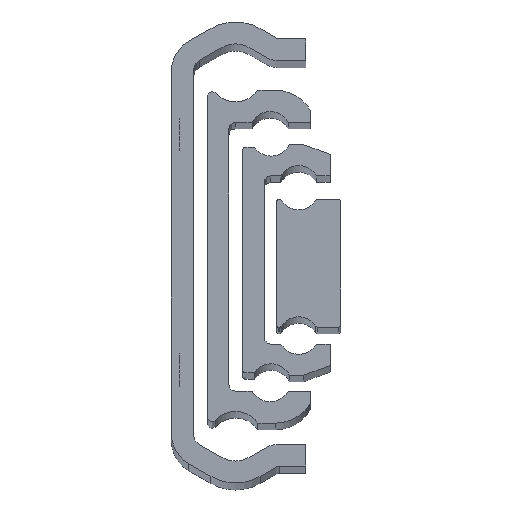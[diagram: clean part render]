
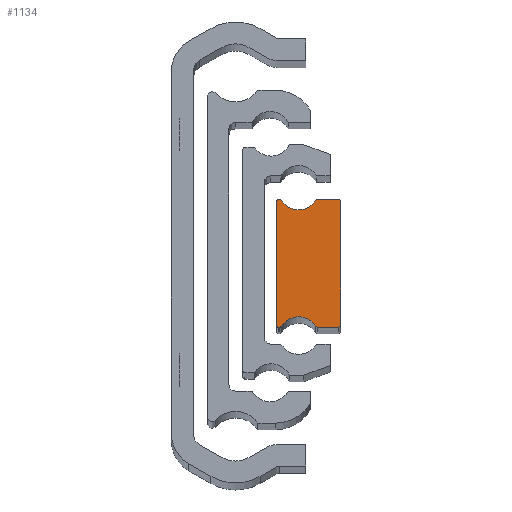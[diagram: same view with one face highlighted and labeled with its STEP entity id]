
A CAD part, top view. The second image highlights one B-rep face of the part: STEP entity #1134.
In plain terms, the highlighted planar face has unit normal (0, 0, 1).
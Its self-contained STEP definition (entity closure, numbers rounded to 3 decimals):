
#12 = EDGE_CURVE ( 'NONE', #256, #381, #949, .T. ) ;
#39 = CARTESIAN_POINT ( 'NONE',  ( 19.75, -9.2, 551.5 ) ) ;
#44 = VERTEX_POINT ( 'NONE', #488 ) ;
#52 = VERTEX_POINT ( 'NONE', #468 ) ;
#55 = VERTEX_POINT ( 'NONE', #478 ) ;
#125 = CARTESIAN_POINT ( 'NONE',  ( 16.32, 9.5, 551.5 ) ) ;
#135 = CARTESIAN_POINT ( 'NONE',  ( 10.25, -9.3, 551.5 ) ) ;
#157 = VERTEX_POINT ( 'NONE', #450 ) ;
#159 = VERTEX_POINT ( 'NONE', #459 ) ;
#196 = DIRECTION ( 'NONE',  ( 0., 0., 1. ) ) ;
#227 = VERTEX_POINT ( 'NONE', #360 ) ;
#253 = VERTEX_POINT ( 'NONE', #357 ) ;
#256 = VERTEX_POINT ( 'NONE', #596 ) ;
#263 = CARTESIAN_POINT ( 'NONE',  ( 10.45, 9.5, 551.5 ) ) ;
#278 = CARTESIAN_POINT ( 'NONE',  ( 10.933, -9.361, 551.5 ) ) ;
#290 = CARTESIAN_POINT ( 'NONE',  ( 16.32, -9.5, 551.5 ) ) ;
#295 = CARTESIAN_POINT ( 'NONE',  ( 10.68, -9.5, 551.5 ) ) ;
#303 = DIRECTION ( 'NONE',  ( 1., 0., 0. ) ) ;
#315 = CARTESIAN_POINT ( 'NONE',  ( 19.45, 9.5, 551.5 ) ) ;
#328 = VERTEX_POINT ( 'NONE', #278 ) ;
#330 = VERTEX_POINT ( 'NONE', #315 ) ;
#357 = CARTESIAN_POINT ( 'NONE',  ( 10.45, -9.5, 551.5 ) ) ;
#360 = CARTESIAN_POINT ( 'NONE',  ( 19.45, -9.5, 551.5 ) ) ;
#376 = VERTEX_POINT ( 'NONE', #263 ) ;
#379 = VERTEX_POINT ( 'NONE', #295 ) ;
#381 = VERTEX_POINT ( 'NONE', #290 ) ;
#403 = VERTEX_POINT ( 'NONE', #135 ) ;
#409 = VERTEX_POINT ( 'NONE', #125 ) ;
#450 = CARTESIAN_POINT ( 'NONE',  ( 10.933, 9.361, 551.5 ) ) ;
#459 = CARTESIAN_POINT ( 'NONE',  ( 19.75, 9.2, 551.5 ) ) ;
#468 = CARTESIAN_POINT ( 'NONE',  ( 10.68, 9.5, 551.5 ) ) ;
#478 = CARTESIAN_POINT ( 'NONE',  ( 10.25, 9.3, 551.5 ) ) ;
#488 = CARTESIAN_POINT ( 'NONE',  ( 16.067, 9.361, 551.5 ) ) ;
#514 = VERTEX_POINT ( 'NONE', #39 ) ;
#577 = CARTESIAN_POINT ( 'NONE',  ( 16.32, -9.2, 551.5 ) ) ;
#596 = CARTESIAN_POINT ( 'NONE',  ( 16.067, -9.361, 551.5 ) ) ;
#797 = ORIENTED_EDGE ( 'NONE', *, *, #1868, .T. ) ;
#798 = ORIENTED_EDGE ( 'NONE', *, *, #1883, .T. ) ;
#826 = ORIENTED_EDGE ( 'NONE', *, *, #1980, .T. ) ;
#855 = ORIENTED_EDGE ( 'NONE', *, *, #12, .T. ) ;
#863 = ORIENTED_EDGE ( 'NONE', *, *, #1889, .T. ) ;
#872 = ORIENTED_EDGE ( 'NONE', *, *, #1884, .T. ) ;
#875 = ORIENTED_EDGE ( 'NONE', *, *, #1881, .T. ) ;
#878 = ORIENTED_EDGE ( 'NONE', *, *, #1875, .T. ) ;
#883 = ORIENTED_EDGE ( 'NONE', *, *, #1879, .T. ) ;
#886 = ORIENTED_EDGE ( 'NONE', *, *, #1974, .T. ) ;
#889 = ORIENTED_EDGE ( 'NONE', *, *, #1413, .T. ) ;
#892 = ORIENTED_EDGE ( 'NONE', *, *, #1882, .T. ) ;
#895 = ORIENTED_EDGE ( 'NONE', *, *, #1835, .T. ) ;
#913 = ORIENTED_EDGE ( 'NONE', *, *, #1854, .T. ) ;
#918 = ORIENTED_EDGE ( 'NONE', *, *, #1977, .T. ) ;
#949 = CIRCLE ( 'NONE', #1984, 0.3 ) ;
#1005 = DIRECTION ( 'NONE',  ( 0., 0., 1. ) ) ;
#1006 = DIRECTION ( 'NONE',  ( 1., 0., 0. ) ) ;
#1007 = DIRECTION ( 'NONE',  ( 1., 0., 0. ) ) ;
#1013 = CARTESIAN_POINT ( 'NONE',  ( 19.45, -9.2, 551.5 ) ) ;
#1014 = PLANE ( 'NONE',  #1515 ) ;
#1021 = CARTESIAN_POINT ( 'NONE',  ( 19.45, 9.2, 551.5 ) ) ;
#1023 = DIRECTION ( 'NONE',  ( 0., 0., 1. ) ) ;
#1134 = ADVANCED_FACE ( 'NONE', ( #2854 ), #1014, .T. ) ;
#1383 = EDGE_LOOP ( 'NONE', ( #2690, #797, #798, #875, #872, #883, #878, #895, #892, #886, #826, #918, #855, #863, #889, #913 ) ) ;
#1413 = EDGE_CURVE ( 'NONE', #227, #514, #2859, .T. ) ;
#1515 = AXIS2_PLACEMENT_3D ( 'NONE', #1021, #1023, #1007 ) ;
#1563 = AXIS2_PLACEMENT_3D ( 'NONE', #2268, #2270, #2271 ) ;
#1586 = AXIS2_PLACEMENT_3D ( 'NONE', #2388, #2390, #2391 ) ;
#1590 = AXIS2_PLACEMENT_3D ( 'NONE', #2386, #2406, #2407 ) ;
#1591 = AXIS2_PLACEMENT_3D ( 'NONE', #2402, #2409, #2410 ) ;
#1592 = AXIS2_PLACEMENT_3D ( 'NONE', #2405, #2412, #2413 ) ;
#1593 = AXIS2_PLACEMENT_3D ( 'NONE', #2408, #2415, #2416 ) ;
#1630 = AXIS2_PLACEMENT_3D ( 'NONE', #3514, #3525, #3526 ) ;
#1632 = AXIS2_PLACEMENT_3D ( 'NONE', #3524, #3533, #3534 ) ;
#1826 = EDGE_CURVE ( 'NONE', #159, #330, #3092, .T. ) ;
#1835 = EDGE_CURVE ( 'NONE', #55, #403, #3101, .T. ) ;
#1854 = EDGE_CURVE ( 'NONE', #514, #159, #3127, .T. ) ;
#1868 = EDGE_CURVE ( 'NONE', #330, #409, #3141, .T. ) ;
#1875 = EDGE_CURVE ( 'NONE', #376, #55, #3166, .T. ) ;
#1879 = EDGE_CURVE ( 'NONE', #52, #376, #3170, .T. ) ;
#1881 = EDGE_CURVE ( 'NONE', #44, #157, #3175, .T. ) ;
#1882 = EDGE_CURVE ( 'NONE', #403, #253, #3177, .T. ) ;
#1883 = EDGE_CURVE ( 'NONE', #409, #44, #3179, .T. ) ;
#1884 = EDGE_CURVE ( 'NONE', #157, #52, #3181, .T. ) ;
#1889 = EDGE_CURVE ( 'NONE', #381, #227, #3186, .T. ) ;
#1974 = EDGE_CURVE ( 'NONE', #253, #379, #3322, .T. ) ;
#1977 = EDGE_CURVE ( 'NONE', #328, #256, #3329, .T. ) ;
#1980 = EDGE_CURVE ( 'NONE', #379, #328, #3334, .T. ) ;
#1984 = AXIS2_PLACEMENT_3D ( 'NONE', #577, #196, #303 ) ;
#1992 = AXIS2_PLACEMENT_3D ( 'NONE', #1013, #1005, #1006 ) ;
#2268 = CARTESIAN_POINT ( 'NONE',  ( 19.45, 9.2, 551.5 ) ) ;
#2270 = DIRECTION ( 'NONE',  ( 0., 0., 1. ) ) ;
#2271 = DIRECTION ( 'NONE',  ( 1., 0., 0. ) ) ;
#2293 = CARTESIAN_POINT ( 'NONE',  ( 10.25, 9.3, 551.5 ) ) ;
#2294 = DIRECTION ( 'NONE',  ( 0., -1., 0. ) ) ;
#2339 = CARTESIAN_POINT ( 'NONE',  ( 19.75, -9.2, 551.5 ) ) ;
#2340 = DIRECTION ( 'NONE',  ( 0., 1., 0. ) ) ;
#2373 = CARTESIAN_POINT ( 'NONE',  ( 19.45, 9.5, 551.5 ) ) ;
#2374 = DIRECTION ( 'NONE',  ( -1., 0., 0. ) ) ;
#2386 = CARTESIAN_POINT ( 'NONE',  ( 13.5, 10.99, 551.5 ) ) ;
#2388 = CARTESIAN_POINT ( 'NONE',  ( 10.45, 9.3, 551.5 ) ) ;
#2390 = DIRECTION ( 'NONE',  ( 0., 0., 1. ) ) ;
#2391 = DIRECTION ( 'NONE',  ( 1., 0., 0. ) ) ;
#2400 = CARTESIAN_POINT ( 'NONE',  ( 10.68, 9.5, 551.5 ) ) ;
#2401 = DIRECTION ( 'NONE',  ( -1., 0., 0. ) ) ;
#2402 = CARTESIAN_POINT ( 'NONE',  ( 10.45, -9.3, 551.5 ) ) ;
#2405 = CARTESIAN_POINT ( 'NONE',  ( 16.32, 9.2, 551.5 ) ) ;
#2406 = DIRECTION ( 'NONE',  ( 0., 0., -1. ) ) ;
#2407 = DIRECTION ( 'NONE',  ( 1., 0., 0. ) ) ;
#2408 = CARTESIAN_POINT ( 'NONE',  ( 10.68, 9.2, 551.5 ) ) ;
#2409 = DIRECTION ( 'NONE',  ( 0., 0., 1. ) ) ;
#2410 = DIRECTION ( 'NONE',  ( 1., 0., 0. ) ) ;
#2412 = DIRECTION ( 'NONE',  ( 0., 0., 1. ) ) ;
#2413 = DIRECTION ( 'NONE',  ( 1., 0., 0. ) ) ;
#2415 = DIRECTION ( 'NONE',  ( 0., 0., 1. ) ) ;
#2416 = DIRECTION ( 'NONE',  ( 1., 0., 0. ) ) ;
#2425 = CARTESIAN_POINT ( 'NONE',  ( 16.32, -9.5, 551.5 ) ) ;
#2426 = DIRECTION ( 'NONE',  ( 1., 0., 0. ) ) ;
#2690 = ORIENTED_EDGE ( 'NONE', *, *, #1826, .T. ) ;
#2854 = FACE_OUTER_BOUND ( 'NONE', #1383, .T. ) ;
#2859 = CIRCLE ( 'NONE', #1992, 0.3 ) ;
#3092 = CIRCLE ( 'NONE', #1563, 0.3 ) ;
#3101 = LINE ( 'NONE', #2293, #3103 ) ;
#3103 = VECTOR ( 'NONE', #2294, 1000. ) ;
#3127 = LINE ( 'NONE', #2339, #3134 ) ;
#3134 = VECTOR ( 'NONE', #2340, 1000. ) ;
#3141 = LINE ( 'NONE', #2373, #3156 ) ;
#3156 = VECTOR ( 'NONE', #2374, 1000. ) ;
#3166 = CIRCLE ( 'NONE', #1586, 0.2 ) ;
#3170 = LINE ( 'NONE', #2400, #3171 ) ;
#3171 = VECTOR ( 'NONE', #2401, 1000. ) ;
#3175 = CIRCLE ( 'NONE', #1590, 3.04 ) ;
#3177 = CIRCLE ( 'NONE', #1591, 0.2 ) ;
#3179 = CIRCLE ( 'NONE', #1592, 0.3 ) ;
#3181 = CIRCLE ( 'NONE', #1593, 0.3 ) ;
#3186 = LINE ( 'NONE', #2425, #3187 ) ;
#3187 = VECTOR ( 'NONE', #2426, 1000. ) ;
#3322 = LINE ( 'NONE', #3507, #3324 ) ;
#3324 = VECTOR ( 'NONE', #3518, 1000. ) ;
#3329 = CIRCLE ( 'NONE', #1630, 3.04 ) ;
#3334 = CIRCLE ( 'NONE', #1632, 0.3 ) ;
#3507 = CARTESIAN_POINT ( 'NONE',  ( 10.45, -9.5, 551.5 ) ) ;
#3514 = CARTESIAN_POINT ( 'NONE',  ( 13.5, -10.99, 551.5 ) ) ;
#3518 = DIRECTION ( 'NONE',  ( 1., 0., 0. ) ) ;
#3524 = CARTESIAN_POINT ( 'NONE',  ( 10.68, -9.2, 551.5 ) ) ;
#3525 = DIRECTION ( 'NONE',  ( 0., 0., -1. ) ) ;
#3526 = DIRECTION ( 'NONE',  ( 1., 0., 0. ) ) ;
#3533 = DIRECTION ( 'NONE',  ( 0., 0., 1. ) ) ;
#3534 = DIRECTION ( 'NONE',  ( 1., 0., 0. ) ) ;
